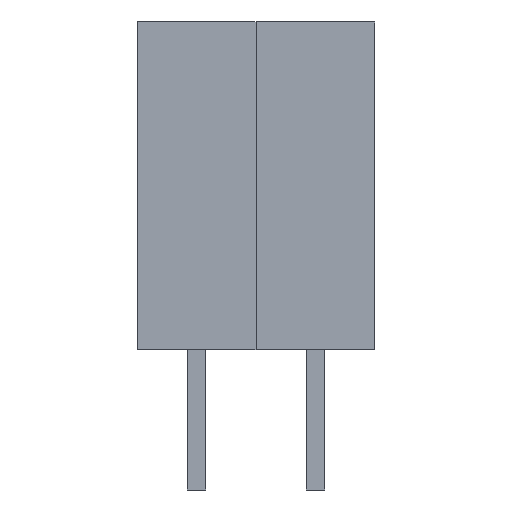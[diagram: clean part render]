
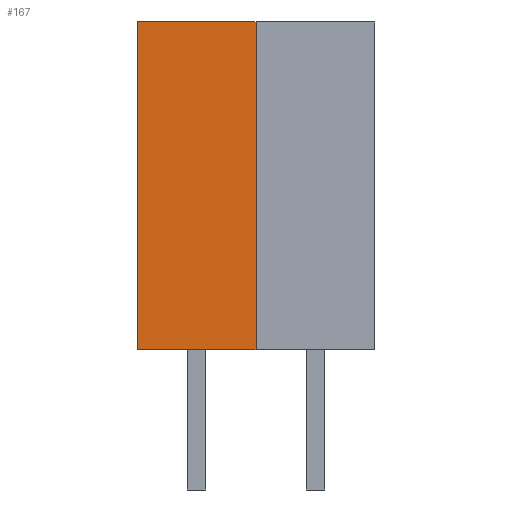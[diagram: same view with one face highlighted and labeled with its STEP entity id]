
A CAD part, front view. The second image highlights one B-rep face of the part: STEP entity #167.
In plain terms, the highlighted planar face has unit normal (0, -1, 0).
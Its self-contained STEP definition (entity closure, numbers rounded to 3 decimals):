
#13=DIRECTION('',(0.,0.,1.));
#14=DIRECTION('',(1.,0.,0.));
#143=EDGE_CURVE('',#144,#146,#148,.T.);
#144=VERTEX_POINT('',#145);
#145=CARTESIAN_POINT('',(-1.27,-1.271,0.));
#146=VERTEX_POINT('',#147);
#147=CARTESIAN_POINT('',(-1.27,-1.271,7.));
#148=LINE('',#145,#149);
#149=VECTOR('',#13,1.);
#156=DIRECTION('',(0.,1.,0.));
#167=ADVANCED_FACE('',(#168),#185,.F.);
#168=FACE_BOUND('',#169,.F.);
#169=EDGE_LOOP('',(#170,#176,#177,#182));
#170=ORIENTED_EDGE('',*,*,#171,.F.);
#171=EDGE_CURVE('',#144,#172,#174,.T.);
#172=VERTEX_POINT('',#173);
#173=CARTESIAN_POINT('',(1.27,-1.271,0.));
#174=LINE('',#145,#175);
#175=VECTOR('',#14,1.);
#176=ORIENTED_EDGE('',*,*,#143,.T.);
#177=ORIENTED_EDGE('',*,*,#178,.T.);
#178=EDGE_CURVE('',#146,#179,#181,.T.);
#179=VERTEX_POINT('',#180);
#180=CARTESIAN_POINT('',(1.27,-1.271,7.));
#181=LINE('',#147,#175);
#182=ORIENTED_EDGE('',*,*,#183,.F.);
#183=EDGE_CURVE('',#172,#179,#184,.T.);
#184=LINE('',#173,#149);
#185=PLANE('',#186);
#186=AXIS2_PLACEMENT_3D('',#145,#156,#13);
